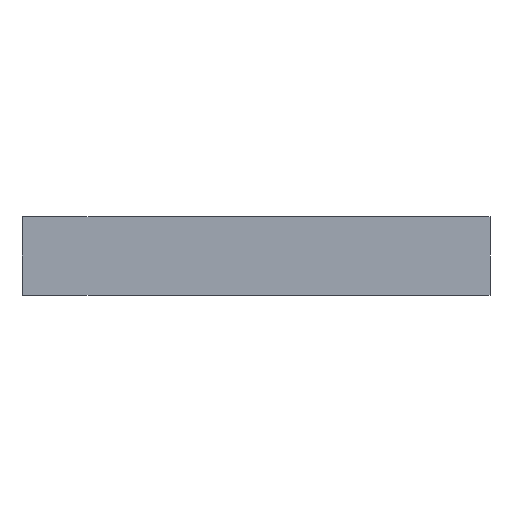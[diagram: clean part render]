
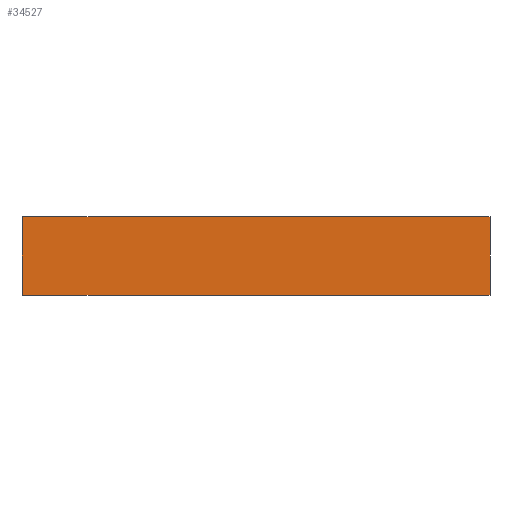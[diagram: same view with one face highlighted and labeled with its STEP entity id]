
A CAD part, front view. The second image highlights one B-rep face of the part: STEP entity #34527.
In plain terms, the highlighted planar face has unit normal (0, -1, 0).
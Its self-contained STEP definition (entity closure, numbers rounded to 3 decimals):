
#31090 = PLANE('',#31091);
#31091 = AXIS2_PLACEMENT_3D('',#31092,#31093,#31094);
#31092 = CARTESIAN_POINT('',(0.,0.,1.6)
  );
#31093 = DIRECTION('',(0.,0.,1.));
#31094 = DIRECTION('',(0.,1.,0.));
#31166 = PLANE('',#31167);
#31167 = AXIS2_PLACEMENT_3D('',#31168,#31169,#31170);
#31168 = CARTESIAN_POINT('',(0.,0.,-1.6
    ));
#31169 = DIRECTION('',(0.,0.,-1.));
#31170 = DIRECTION('',(-1.,0.,0.));
#33228 = EDGE_CURVE('',#33229,#33231,#33233,.T.);
#33229 = VERTEX_POINT('',#33230);
#33230 = CARTESIAN_POINT('',(9.5,-82.5,1.6));
#33231 = VERTEX_POINT('',#33232);
#33232 = CARTESIAN_POINT('',(-9.5,-82.5,1.6));
#33233 = SURFACE_CURVE('',#33234,(#33238,#33245),.PCURVE_S1.);
#33234 = LINE('',#33235,#33236);
#33235 = CARTESIAN_POINT('',(9.5,-82.5,1.6));
#33236 = VECTOR('',#33237,1.);
#33237 = DIRECTION('',(-1.,0.,0.));
#33238 = PCURVE('',#31090,#33239);
#33239 = DEFINITIONAL_REPRESENTATION('',(#33240),#33244);
#33240 = LINE('',#33241,#33242);
#33241 = CARTESIAN_POINT('',(-82.5,-9.5));
#33242 = VECTOR('',#33243,1.);
#33243 = DIRECTION('',(0.,1.));
#33244 = ( GEOMETRIC_REPRESENTATION_CONTEXT(2) 
PARAMETRIC_REPRESENTATION_CONTEXT() REPRESENTATION_CONTEXT('2D SPACE',''
  ) );
#33245 = PCURVE('',#33246,#33251);
#33246 = PLANE('',#33247);
#33247 = AXIS2_PLACEMENT_3D('',#33248,#33249,#33250);
#33248 = CARTESIAN_POINT('',(0.,-82.5,0.));
#33249 = DIRECTION('',(0.,-1.,0.));
#33250 = DIRECTION('',(0.,0.,-1.));
#33251 = DEFINITIONAL_REPRESENTATION('',(#33252),#33256);
#33252 = LINE('',#33253,#33254);
#33253 = CARTESIAN_POINT('',(-1.6,9.5));
#33254 = VECTOR('',#33255,1.);
#33255 = DIRECTION('',(0.,-1.));
#33256 = ( GEOMETRIC_REPRESENTATION_CONTEXT(2) 
PARAMETRIC_REPRESENTATION_CONTEXT() REPRESENTATION_CONTEXT('2D SPACE',''
  ) );
#33274 = PLANE('',#33275);
#33275 = AXIS2_PLACEMENT_3D('',#33276,#33277,#33278);
#33276 = CARTESIAN_POINT('',(9.5,-70.,0.));
#33277 = DIRECTION('',(1.,0.,0.));
#33278 = DIRECTION('',(0.,0.,1.));
#33547 = PLANE('',#33548);
#33548 = AXIS2_PLACEMENT_3D('',#33549,#33550,#33551);
#33549 = CARTESIAN_POINT('',(-9.5,-70.,0.));
#33550 = DIRECTION('',(-1.,0.,0.));
#33551 = DIRECTION('',(0.,0.,-1.));
#33569 = EDGE_CURVE('',#33570,#33572,#33574,.T.);
#33570 = VERTEX_POINT('',#33571);
#33571 = CARTESIAN_POINT('',(-9.5,-82.5,-1.6));
#33572 = VERTEX_POINT('',#33573);
#33573 = CARTESIAN_POINT('',(9.5,-82.5,-1.6));
#33574 = SURFACE_CURVE('',#33575,(#33579,#33586),.PCURVE_S1.);
#33575 = LINE('',#33576,#33577);
#33576 = CARTESIAN_POINT('',(-9.5,-82.5,-1.6));
#33577 = VECTOR('',#33578,1.);
#33578 = DIRECTION('',(1.,-0.,0.));
#33579 = PCURVE('',#31166,#33580);
#33580 = DEFINITIONAL_REPRESENTATION('',(#33581),#33585);
#33581 = LINE('',#33582,#33583);
#33582 = CARTESIAN_POINT('',(9.5,-82.5));
#33583 = VECTOR('',#33584,1.);
#33584 = DIRECTION('',(-1.,0.));
#33585 = ( GEOMETRIC_REPRESENTATION_CONTEXT(2) 
PARAMETRIC_REPRESENTATION_CONTEXT() REPRESENTATION_CONTEXT('2D SPACE',''
  ) );
#33586 = PCURVE('',#33246,#33587);
#33587 = DEFINITIONAL_REPRESENTATION('',(#33588),#33592);
#33588 = LINE('',#33589,#33590);
#33589 = CARTESIAN_POINT('',(1.6,-9.5));
#33590 = VECTOR('',#33591,1.);
#33591 = DIRECTION('',(0.,1.));
#33592 = ( GEOMETRIC_REPRESENTATION_CONTEXT(2) 
PARAMETRIC_REPRESENTATION_CONTEXT() REPRESENTATION_CONTEXT('2D SPACE',''
  ) );
#34527 = ADVANCED_FACE('',(#34528),#33246,.T.);
#34528 = FACE_BOUND('',#34529,.T.);
#34529 = EDGE_LOOP('',(#34530,#34531,#34552,#34553));
#34530 = ORIENTED_EDGE('',*,*,#33569,.T.);
#34531 = ORIENTED_EDGE('',*,*,#34532,.F.);
#34532 = EDGE_CURVE('',#33229,#33572,#34533,.T.);
#34533 = SURFACE_CURVE('',#34534,(#34538,#34545),.PCURVE_S1.);
#34534 = LINE('',#34535,#34536);
#34535 = CARTESIAN_POINT('',(9.5,-82.5,1.6));
#34536 = VECTOR('',#34537,1.);
#34537 = DIRECTION('',(0.,0.,-1.));
#34538 = PCURVE('',#33246,#34539);
#34539 = DEFINITIONAL_REPRESENTATION('',(#34540),#34544);
#34540 = LINE('',#34541,#34542);
#34541 = CARTESIAN_POINT('',(-1.6,9.5));
#34542 = VECTOR('',#34543,1.);
#34543 = DIRECTION('',(1.,0.));
#34544 = ( GEOMETRIC_REPRESENTATION_CONTEXT(2) 
PARAMETRIC_REPRESENTATION_CONTEXT() REPRESENTATION_CONTEXT('2D SPACE',''
  ) );
#34545 = PCURVE('',#33274,#34546);
#34546 = DEFINITIONAL_REPRESENTATION('',(#34547),#34551);
#34547 = LINE('',#34548,#34549);
#34548 = CARTESIAN_POINT('',(1.6,12.5));
#34549 = VECTOR('',#34550,1.);
#34550 = DIRECTION('',(-1.,0.));
#34551 = ( GEOMETRIC_REPRESENTATION_CONTEXT(2) 
PARAMETRIC_REPRESENTATION_CONTEXT() REPRESENTATION_CONTEXT('2D SPACE',''
  ) );
#34552 = ORIENTED_EDGE('',*,*,#33228,.T.);
#34553 = ORIENTED_EDGE('',*,*,#34554,.T.);
#34554 = EDGE_CURVE('',#33231,#33570,#34555,.T.);
#34555 = SURFACE_CURVE('',#34556,(#34560,#34567),.PCURVE_S1.);
#34556 = LINE('',#34557,#34558);
#34557 = CARTESIAN_POINT('',(-9.5,-82.5,1.6));
#34558 = VECTOR('',#34559,1.);
#34559 = DIRECTION('',(0.,0.,-1.));
#34560 = PCURVE('',#33246,#34561);
#34561 = DEFINITIONAL_REPRESENTATION('',(#34562),#34566);
#34562 = LINE('',#34563,#34564);
#34563 = CARTESIAN_POINT('',(-1.6,-9.5));
#34564 = VECTOR('',#34565,1.);
#34565 = DIRECTION('',(1.,0.));
#34566 = ( GEOMETRIC_REPRESENTATION_CONTEXT(2) 
PARAMETRIC_REPRESENTATION_CONTEXT() REPRESENTATION_CONTEXT('2D SPACE',''
  ) );
#34567 = PCURVE('',#33547,#34568);
#34568 = DEFINITIONAL_REPRESENTATION('',(#34569),#34573);
#34569 = LINE('',#34570,#34571);
#34570 = CARTESIAN_POINT('',(-1.6,12.5));
#34571 = VECTOR('',#34572,1.);
#34572 = DIRECTION('',(1.,0.));
#34573 = ( GEOMETRIC_REPRESENTATION_CONTEXT(2) 
PARAMETRIC_REPRESENTATION_CONTEXT() REPRESENTATION_CONTEXT('2D SPACE',''
  ) );
